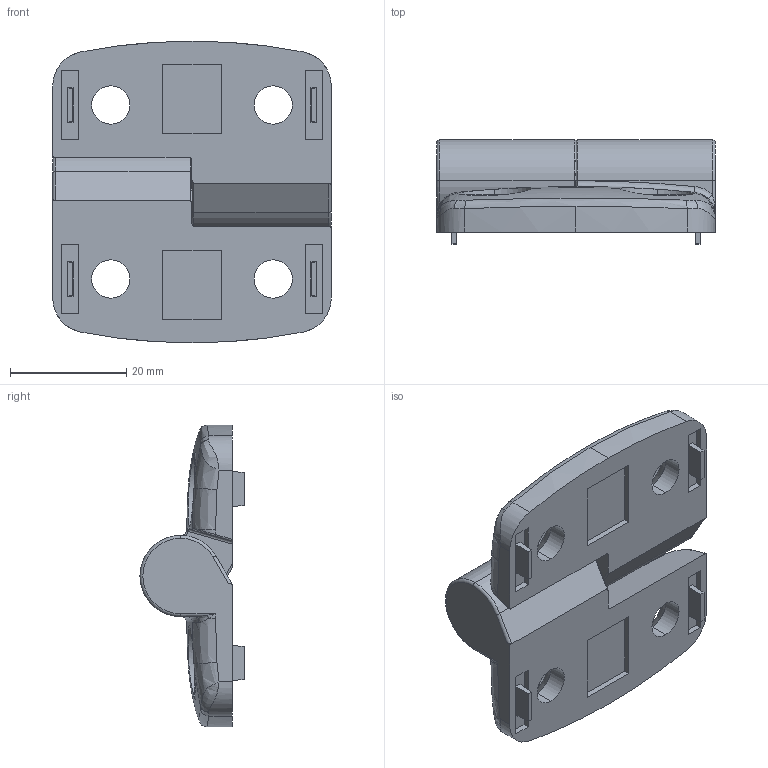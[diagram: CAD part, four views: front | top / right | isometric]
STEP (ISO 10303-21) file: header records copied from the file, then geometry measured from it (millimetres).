
FILE_DESCRIPTION (( 'STEP AP203' ), '1' );
FILE_NAME ('151076.step', '2021-06-03T16:15:04', ( '' ), ( '' ), 'SwSTEP 2.0', 'SolidWorks 2021', '' );
FILE_SCHEMA (( 'CONFIG_CONTROL_DESIGN' ));
Length unit declared in the file: millimetre
Products named in the file (1): 151076
Bounding box: 48 x 17.95 x 52 mm (x, y, z)
Volume: 16891.9 mm3; surface area: 8707.9 mm2
Topology: 2 solids, 2 shells, 172 faces, 432 edges, 266 vertices
Faces by surface type: plane 66, cylinder 46, bspline 38, torus 12, cone 10
Entity records: 7191 total; most frequent: CARTESIAN_POINT 3383, ORIENTED_EDGE 852, DIRECTION 652, EDGE_CURVE 426, VERTEX_POINT 266, AXIS2_PLACEMENT_3D 227, VECTOR 198, LINE 198
